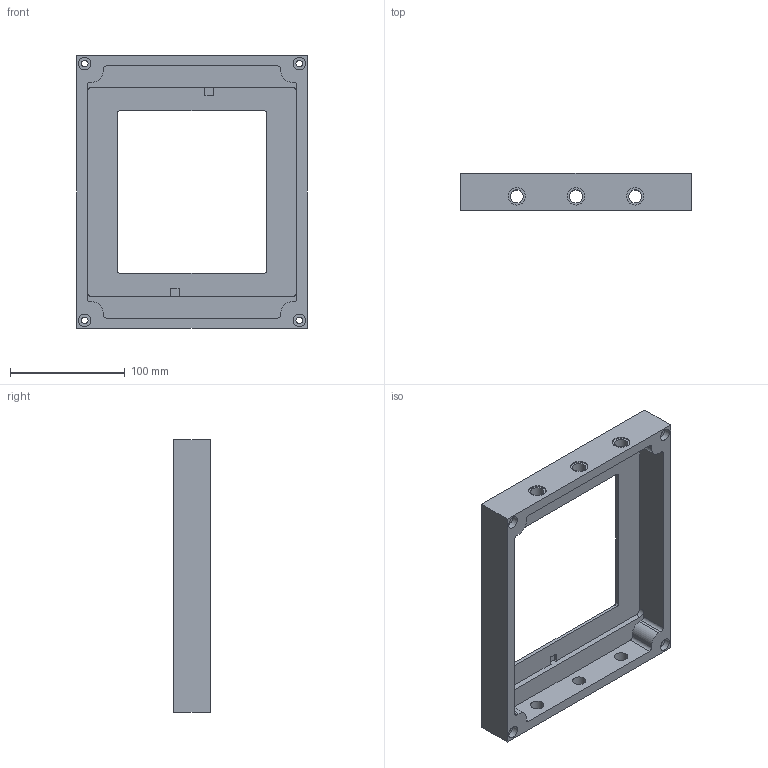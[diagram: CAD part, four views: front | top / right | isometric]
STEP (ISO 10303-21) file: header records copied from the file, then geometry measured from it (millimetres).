
FILE_DESCRIPTION(('Open CASCADE Model'),'2;1');
FILE_NAME('Open CASCADE Shape Model','2019-12-27T17:25:23',('Author'),( 'Open CASCADE'),'Open CASCADE STEP processor 6.9','Open CASCADE 6.9' ,'Unknown');
FILE_SCHEMA(('AUTOMOTIVE_DESIGN { 1 0 10303 214 1 1 1 1 }'));
Length unit declared in the file: millimetre
Products named in the file (1): Open CASCADE STEP translator 6.9 8
Bounding box: 201.2 x 32 x 238.02 mm (x, y, z)
Volume: 350470.6 mm3; surface area: 116960.8 mm2
Topology: 1 solids, 1 shells, 151 faces, 356 edges, 240 vertices
Faces by surface type: cylinder 76, plane 75
Full cylindrical faces by diameter (mm): 3.4 x20, 5.8 x4, 11 x4, 11.509 x6, 15.25 x6
Entity records: 9258 total; most frequent: CARTESIAN_POINT 1784, DIRECTION 1478, LINE 748, VECTOR 748, ORIENTED_EDGE 712, PCURVE 712, DEFINITIONAL_REPRESENTATION 712, EDGE_CURVE 356
